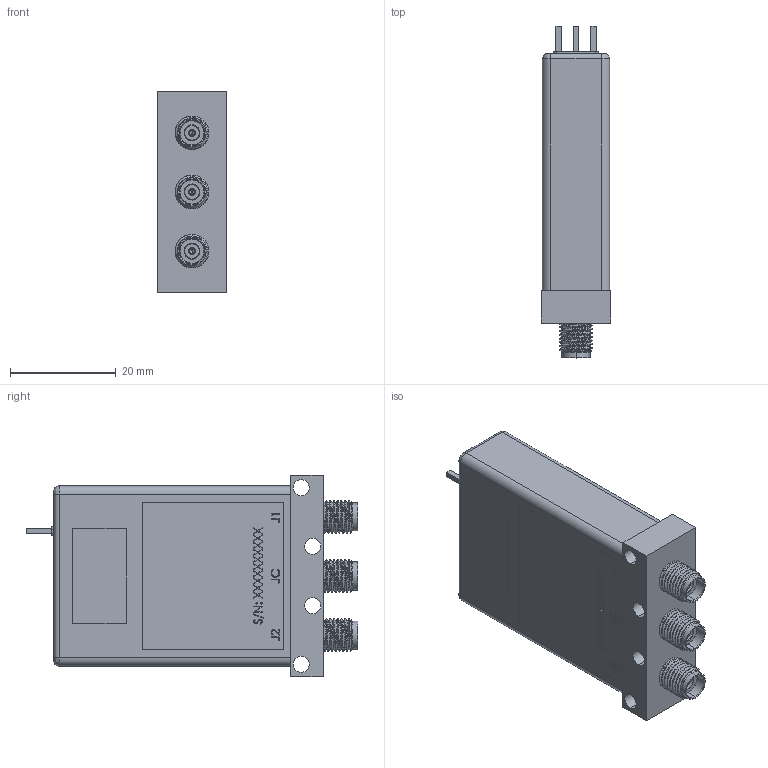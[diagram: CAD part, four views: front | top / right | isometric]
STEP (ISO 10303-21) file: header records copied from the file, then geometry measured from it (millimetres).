
FILE_DESCRIPTION (( 'STEP AP203' ), '1' );
FILE_NAME ('FMSW6480_3D.STEP', '2022-05-16T16:19:49', ( '' ), ( '' ), 'SwSTEP 2.0', 'SolidWorks 2021', '' );
FILE_SCHEMA (( 'CONFIG_CONTROL_DESIGN' ));
Length unit declared in the file: inch
Products named in the file (6): K12-LDRA0S Rev.1(2)^FMSW6480; Copy of K12021003_defeature^K12-LDRA0S Rev.1(2)_FMSW6480; Copy of A12061001A-e360^K12-LDRA0S Rev.1(2)_FMSW6480; FMSW6480_3D; Copy of K16029002^K12-LDRA0S Rev.1(2)_FMSW6480; Copy of R040022-e360_3PIN^K12-LDRA0S Rev.1(2)_FMSW6480
Assembly tree (7 placements, depth 3):
  FMSW6480_3D
    K12-LDRA0S Rev.1(2)^FMSW6480
      Copy of K12021003_defeature^K12-LDRA0S Rev.1(2)_FMSW6480
      Copy of K16029002^K12-LDRA0S Rev.1(2)_FMSW6480  x3
      Copy of R040022-e360_3PIN^K12-LDRA0S Rev.1(2)_FMSW6480
      Copy of A12061001A-e360^K12-LDRA0S Rev.1(2)_FMSW6480
Bounding box: 13.21 x 62.66 x 38.1 mm (x, y, z)
Volume: 5495.7 mm3; surface area: 12883.1 mm2
Topology: 15 solids, 15 shells, 795 faces, 2032 edges, 1323 vertices
Faces by surface type: plane 415, cylinder 223, bspline 109, cone 48
Entity records: 23256 total; most frequent: CARTESIAN_POINT 9212, ORIENTED_EDGE 2948, DIRECTION 2428, EDGE_CURVE 1474, VECTOR 1040, LINE 1040, VERTEX_POINT 969, AXIS2_PLACEMENT_3D 694
